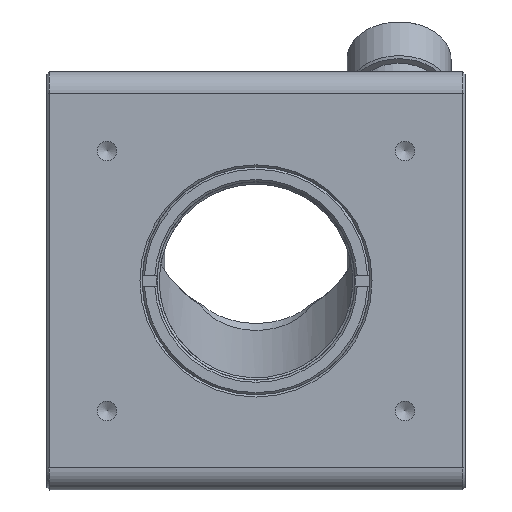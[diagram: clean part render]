
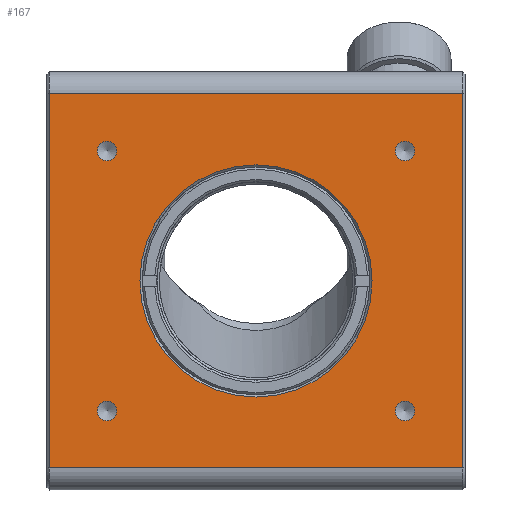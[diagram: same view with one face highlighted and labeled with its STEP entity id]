
A CAD part, left-side view. The second image highlights one B-rep face of the part: STEP entity #167.
In plain terms, the highlighted planar face has unit normal (-1, 0, 0).
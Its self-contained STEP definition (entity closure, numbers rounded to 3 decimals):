
#167 = ADVANCED_FACE ( 'NONE', ( #18077, #7047, #21815, #5231, #12613, #20009 ), #17599, .F. ) ;
#697 = AXIS2_PLACEMENT_3D ( 'NONE', #16421, #12668, #20070 ) ;
#1050 = ORIENTED_EDGE ( 'NONE', *, *, #7572, .F. ) ;
#1171 = EDGE_CURVE ( 'NONE', #17685, #17685, #7251, .T. ) ;
#1429 = CARTESIAN_POINT ( 'NONE',  ( -23.922, 20.293, 15.923 ) ) ;
#1763 = LINE ( 'NONE', #8920, #4131 ) ;
#1994 = VERTEX_POINT ( 'NONE', #14684 ) ;
#2330 = DIRECTION ( 'NONE',  ( -1., 0., 0. ) ) ;
#2618 = CARTESIAN_POINT ( 'NONE',  ( -23.922, 3.099, -0.208 ) ) ;
#2707 = EDGE_CURVE ( 'NONE', #18523, #18523, #13477, .T. ) ;
#2708 = CARTESIAN_POINT ( 'NONE',  ( -23.922, -10.299, -0.208 ) ) ;
#3059 = DIRECTION ( 'NONE',  ( 0., -1., 0. ) ) ;
#3966 = ORIENTED_EDGE ( 'NONE', *, *, #13730, .F. ) ;
#4107 = DIRECTION ( 'NONE',  ( -1., 0., 0. ) ) ;
#4131 = VECTOR ( 'NONE', #16310, 1000. ) ;
#4548 = VERTEX_POINT ( 'NONE', #2708 ) ;
#4875 = CIRCLE ( 'NONE', #14522, 13.399 ) ;
#4882 = AXIS2_PLACEMENT_3D ( 'NONE', #15686, #8170, #6369 ) ;
#5231 = FACE_BOUND ( 'NONE', #17580, .T. ) ;
#5302 = EDGE_LOOP ( 'NONE', ( #13739 ) ) ;
#5767 = CARTESIAN_POINT ( 'NONE',  ( -23.922, -14.095, -14.077 ) ) ;
#6097 = AXIS2_PLACEMENT_3D ( 'NONE', #21745, #19946, #19831 ) ;
#6127 = VERTEX_POINT ( 'NONE', #5767 ) ;
#6369 = DIRECTION ( 'NONE',  ( 0., 0., 1. ) ) ;
#6468 = ORIENTED_EDGE ( 'NONE', *, *, #2707, .F. ) ;
#6488 = ORIENTED_EDGE ( 'NONE', *, *, #16172, .F. ) ;
#6578 = CARTESIAN_POINT ( 'NONE',  ( -23.922, 26.975, -21.798 ) ) ;
#7042 = ORIENTED_EDGE ( 'NONE', *, *, #17876, .F. ) ;
#7047 = FACE_OUTER_BOUND ( 'NONE', #18565, .T. ) ;
#7251 = CIRCLE ( 'NONE', #6097, 1.13 ) ;
#7426 = CARTESIAN_POINT ( 'NONE',  ( -23.922, 20.293, -15.208 ) ) ;
#7572 = EDGE_CURVE ( 'NONE', #1994, #11741, #23322, .T. ) ;
#8170 = DIRECTION ( 'NONE',  ( -1., 0., 0. ) ) ;
#8377 = DIRECTION ( 'NONE',  ( 1., 0., 0. ) ) ;
#8729 = LINE ( 'NONE', #14308, #12553 ) ;
#8920 = CARTESIAN_POINT ( 'NONE',  ( -23.922, -21.031, -21.798 ) ) ;
#8932 = CARTESIAN_POINT ( 'NONE',  ( -23.922, -14.095, 15.923 ) ) ;
#9726 = DIRECTION ( 'NONE',  ( 0., 0., 1. ) ) ;
#9858 = EDGE_LOOP ( 'NONE', ( #7042 ) ) ;
#9919 = AXIS2_PLACEMENT_3D ( 'NONE', #10324, #8377, #21339 ) ;
#10324 = CARTESIAN_POINT ( 'NONE',  ( -23.922, -21.031, -24.338 ) ) ;
#10486 = DIRECTION ( 'NONE',  ( 0., 0., -1. ) ) ;
#11491 = DIRECTION ( 'NONE',  ( 0., -1., 0. ) ) ;
#11604 = ORIENTED_EDGE ( 'NONE', *, *, #21063, .F. ) ;
#11741 = VERTEX_POINT ( 'NONE', #14633 ) ;
#12032 = ORIENTED_EDGE ( 'NONE', *, *, #1171, .F. ) ;
#12315 = CARTESIAN_POINT ( 'NONE',  ( -23.922, -20.777, -24.338 ) ) ;
#12553 = VECTOR ( 'NONE', #3059, 1000. ) ;
#12585 = CARTESIAN_POINT ( 'NONE',  ( -23.922, 26.975, 21.382 ) ) ;
#12613 = FACE_BOUND ( 'NONE', #5302, .T. ) ;
#12668 = DIRECTION ( 'NONE',  ( -1., 0., 0. ) ) ;
#12934 = ORIENTED_EDGE ( 'NONE', *, *, #13123, .F. ) ;
#13123 = EDGE_CURVE ( 'NONE', #6127, #6127, #18029, .T. ) ;
#13163 = VECTOR ( 'NONE', #19789, 1000. ) ;
#13477 = CIRCLE ( 'NONE', #697, 1.13 ) ;
#13520 = EDGE_CURVE ( 'NONE', #18732, #18732, #16859, .T. ) ;
#13730 = EDGE_CURVE ( 'NONE', #11741, #19485, #1763, .T. ) ;
#13739 = ORIENTED_EDGE ( 'NONE', *, *, #13520, .F. ) ;
#14195 = CARTESIAN_POINT ( 'NONE',  ( -23.922, 26.975, -24.338 ) ) ;
#14308 = CARTESIAN_POINT ( 'NONE',  ( -23.922, -21.031, 21.382 ) ) ;
#14522 = AXIS2_PLACEMENT_3D ( 'NONE', #2618, #4107, #11491 ) ;
#14633 = CARTESIAN_POINT ( 'NONE',  ( -23.922, -20.777, -21.798 ) ) ;
#14684 = CARTESIAN_POINT ( 'NONE',  ( -23.922, -20.777, 21.382 ) ) ;
#14848 = EDGE_LOOP ( 'NONE', ( #12032 ) ) ;
#14959 = CARTESIAN_POINT ( 'NONE',  ( -23.922, 20.293, -14.077 ) ) ;
#15210 = VECTOR ( 'NONE', #10486, 1000. ) ;
#15686 = CARTESIAN_POINT ( 'NONE',  ( -23.922, -14.095, -15.208 ) ) ;
#16172 = EDGE_CURVE ( 'NONE', #16986, #1994, #8729, .T. ) ;
#16310 = DIRECTION ( 'NONE',  ( 0., 1., 0. ) ) ;
#16421 = CARTESIAN_POINT ( 'NONE',  ( -23.922, -14.095, 14.792 ) ) ;
#16859 = CIRCLE ( 'NONE', #19961, 1.13 ) ;
#16986 = VERTEX_POINT ( 'NONE', #12585 ) ;
#17136 = EDGE_LOOP ( 'NONE', ( #6468 ) ) ;
#17580 = EDGE_LOOP ( 'NONE', ( #12934 ) ) ;
#17599 = PLANE ( 'NONE',  #9919 ) ;
#17685 = VERTEX_POINT ( 'NONE', #1429 ) ;
#17876 = EDGE_CURVE ( 'NONE', #4548, #4548, #4875, .T. ) ;
#18029 = CIRCLE ( 'NONE', #4882, 1.13 ) ;
#18077 = FACE_BOUND ( 'NONE', #9858, .T. ) ;
#18523 = VERTEX_POINT ( 'NONE', #8932 ) ;
#18565 = EDGE_LOOP ( 'NONE', ( #6488, #11604, #3966, #1050 ) ) ;
#18732 = VERTEX_POINT ( 'NONE', #14959 ) ;
#19485 = VERTEX_POINT ( 'NONE', #6578 ) ;
#19789 = DIRECTION ( 'NONE',  ( 0., 0., 1. ) ) ;
#19831 = DIRECTION ( 'NONE',  ( 0., 0., 1. ) ) ;
#19946 = DIRECTION ( 'NONE',  ( -1., 0., 0. ) ) ;
#19961 = AXIS2_PLACEMENT_3D ( 'NONE', #7426, #2330, #9726 ) ;
#20009 = FACE_BOUND ( 'NONE', #14848, .T. ) ;
#20070 = DIRECTION ( 'NONE',  ( 0., 0., 1. ) ) ;
#21063 = EDGE_CURVE ( 'NONE', #19485, #16986, #23402, .T. ) ;
#21339 = DIRECTION ( 'NONE',  ( 0., 0., -1. ) ) ;
#21745 = CARTESIAN_POINT ( 'NONE',  ( -23.922, 20.293, 14.792 ) ) ;
#21815 = FACE_BOUND ( 'NONE', #17136, .T. ) ;
#23322 = LINE ( 'NONE', #12315, #15210 ) ;
#23402 = LINE ( 'NONE', #14195, #13163 ) ;
